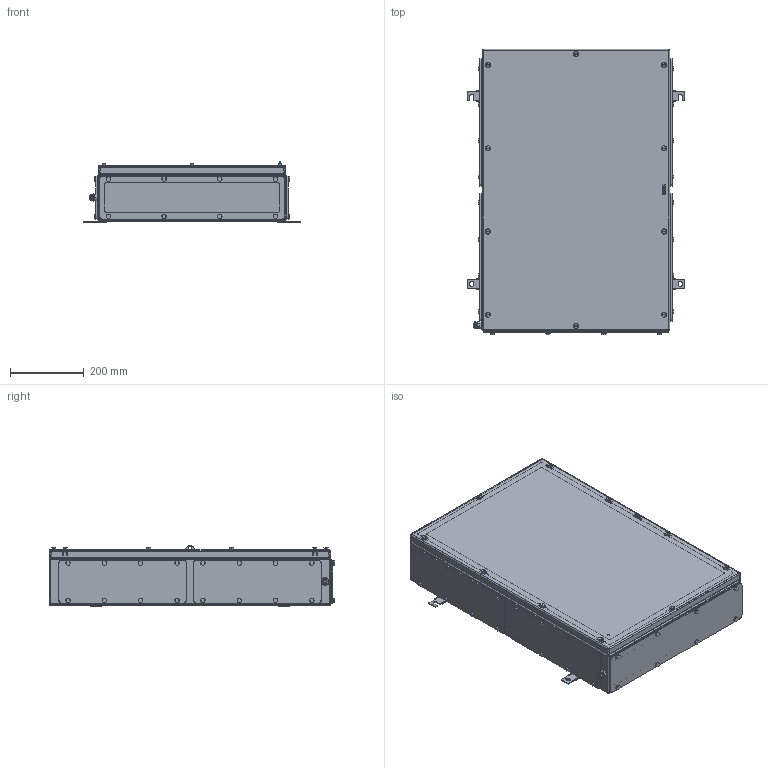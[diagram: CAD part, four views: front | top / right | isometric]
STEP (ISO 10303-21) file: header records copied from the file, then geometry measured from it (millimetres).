
FILE_DESCRIPTION(('CATIA V5 STEP Exchange','CAx-IF Rec.Pracs.--- Model Styling and Organization---1.4--- 2014-01-23'),'2;1');
FILE_NAME ('008582-7_2_1195430000_1195430000.stp','2019-07-19T07:01:35+00:00',('none'),('Weidmueller'),'CATIA Version 5-6 Release 2016 SP3 HF44','CATIA V5 STEP AP214','none');
FILE_SCHEMA(('AUTOMOTIVE_DESIGN { 1 0 10303 214 1 1 1 1 }'));
Products named in the file (1): 1195430000
Bounding box: 589 x 773 x 165 mm (x, y, z)
Volume: 2830991.8 mm3; surface area: 3083431.4 mm2
Topology: 145 solids, 145 shells, 4026 faces, 9366 edges, 5643 vertices
Faces by surface type: cylinder 1813, plane 1507, cone 278, torus 212, sphere 156, bspline 60
Entity records: 111452 total; most frequent: CARTESIAN_POINT 25906, ORIENTED_EDGE 18200, DIRECTION 14820, EDGE_CURVE 9100, AXIS2_PLACEMENT_3D 6799, VERTEX_POINT 5643, VECTOR 4935, LINE 4935
